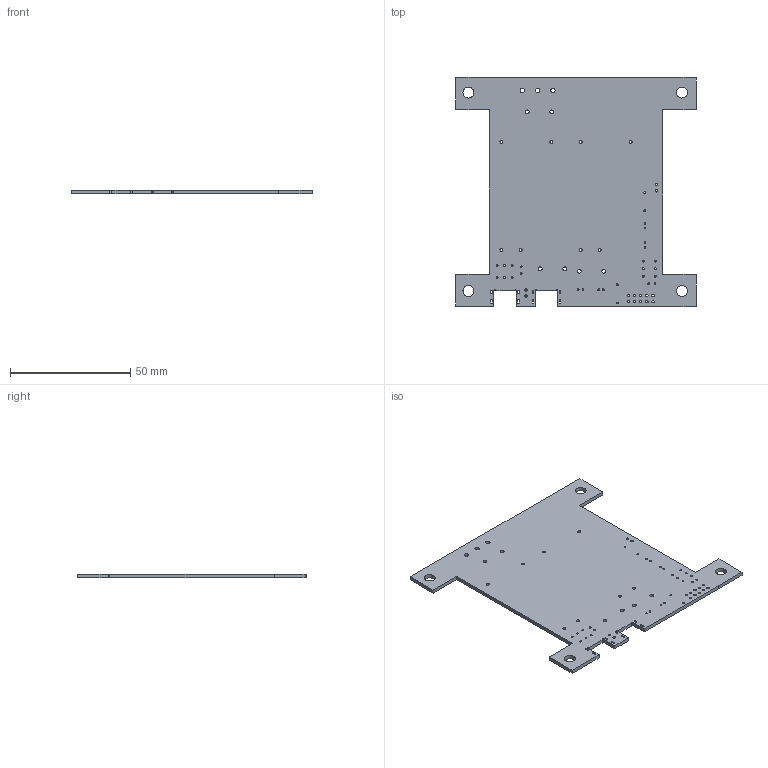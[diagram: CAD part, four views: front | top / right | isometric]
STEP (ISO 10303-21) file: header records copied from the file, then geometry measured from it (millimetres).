
FILE_DESCRIPTION(('KiCad electronic assembly'),'2;1');
FILE_NAME('v2a-power-board-4.step','2023-02-17T10:42:33',('Pcbnew'),( 'Kicad'),'Open CASCADE STEP processor 7.6','KiCad to STEP converter' ,'Unknown');
FILE_SCHEMA(('AUTOMOTIVE_DESIGN { 1 0 10303 214 1 1 1 1 }'));
Length unit declared in the file: millimetre
Products named in the file (2): v2a-power-board-4 1; v2a-power-board-4 PCB
Assembly tree (1 placements, depth 2):
  v2a-power-board-4 1
    v2a-power-board-4 PCB
Bounding box: 100 x 95.47 x 1.6 mm (x, y, z)
Volume: 11848.4 mm3; surface area: 16013.2 mm2
Topology: 1 solids, 1 shells, 132 faces, 390 edges, 260 vertices
Faces by surface type: cylinder 87, plane 45
Full cylindrical faces by diameter (mm): 0.75 x8, 0.8 x20, 1 x14, 1.24 x8, 1.57 x6, 1.803 x3, 4.5 x4
Entity records: 9889 total; most frequent: DIRECTION 1612, CARTESIAN_POINT 1564, LINE 822, VECTOR 822, ORIENTED_EDGE 780, PCURVE 780, DEFINITIONAL_REPRESENTATION 780, EDGE_CURVE 390
